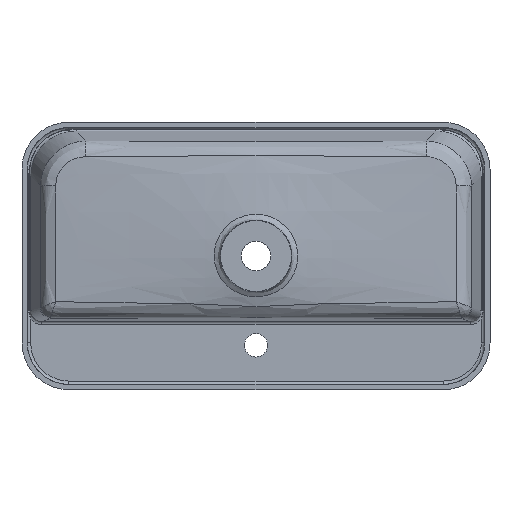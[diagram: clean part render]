
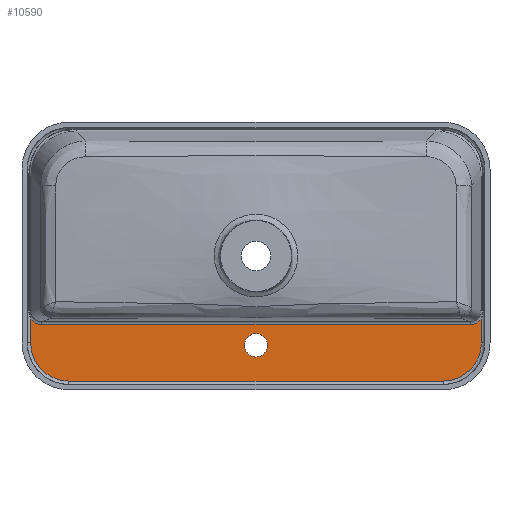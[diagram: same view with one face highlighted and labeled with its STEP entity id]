
A CAD part, front view. The second image highlights one B-rep face of the part: STEP entity #10590.
In plain terms, the highlighted planar face has unit normal (0, -1, 0).
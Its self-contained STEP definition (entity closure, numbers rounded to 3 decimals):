
#316 = VERTEX_POINT ( 'NONE', #9372 ) ;
#732 = DIRECTION ( 'NONE',  ( 1., 0., 0. ) ) ;
#821 = DIRECTION ( 'NONE',  ( 0., 0., -1. ) ) ;
#888 = ORIENTED_EDGE ( 'NONE', *, *, #5987, .T. ) ;
#1180 = CARTESIAN_POINT ( 'NONE',  ( 336.994, -35., -94.389 ) ) ;
#1315 = EDGE_CURVE ( 'NONE', #9708, #316, #1987, .T. ) ;
#1823 = CARTESIAN_POINT ( 'NONE',  ( 320.166, -35., -102.35 ) ) ;
#1987 =( BOUNDED_CURVE ( )  B_SPLINE_CURVE ( 3, ( #3154, #10684, #5132, #5992 ),
 .UNSPECIFIED., .F., .F. ) 
 B_SPLINE_CURVE_WITH_KNOTS ( ( 4, 4 ),
 ( 1.898, 2.797 ),
 .UNSPECIFIED. ) 
 CURVE ( )  GEOMETRIC_REPRESENTATION_ITEM ( )  RATIONAL_B_SPLINE_CURVE ( ( 1., 0.934, 0.934, 1. ) ) 
 REPRESENTATION_ITEM ( '' )  );
#2236 =( BOUNDED_CURVE ( )  B_SPLINE_CURVE ( 3, ( #11212, #11146, #6393, #10151 ),
 .UNSPECIFIED., .F., .T. ) 
 B_SPLINE_CURVE_WITH_KNOTS ( ( 4, 4 ),
 ( 2.357, 3.926 ),
 .UNSPECIFIED. ) 
 CURVE ( )  GEOMETRIC_REPRESENTATION_ITEM ( )  RATIONAL_B_SPLINE_CURVE ( ( 1., 0.805, 0.805, 1. ) ) 
 REPRESENTATION_ITEM ( '' )  );
#2324 = EDGE_CURVE ( 'NONE', #8329, #8329, #7724, .T. ) ;
#2579 = FACE_BOUND ( 'NONE', #9555, .T. ) ;
#2640 = PLANE ( 'NONE',  #5601 ) ;
#2781 = CARTESIAN_POINT ( 'NONE',  ( -336.994, -35., -129.86 ) ) ;
#3154 = CARTESIAN_POINT ( 'NONE',  ( -320.166, -35., -102.35 ) ) ;
#3172 = AXIS2_PLACEMENT_3D ( 'NONE', #3792, #7557, #10393 ) ;
#3174 =( BOUNDED_CURVE ( )  B_SPLINE_CURVE ( 3, ( #11199, #8355, #4777, #8596 ),
 .UNSPECIFIED., .F., .F. ) 
 B_SPLINE_CURVE_WITH_KNOTS ( ( 4, 4 ),
 ( 0.345, 1.244 ),
 .UNSPECIFIED. ) 
 CURVE ( )  GEOMETRIC_REPRESENTATION_ITEM ( )  RATIONAL_B_SPLINE_CURVE ( ( 1., 0.934, 0.934, 1. ) ) 
 REPRESENTATION_ITEM ( '' )  );
#3464 = EDGE_CURVE ( 'NONE', #9786, #9447, #4910, .T. ) ;
#3619 = CARTESIAN_POINT ( 'NONE',  ( 0., -35., 0. ) ) ;
#3765 = LINE ( 'NONE', #2781, #9618 ) ;
#3775 = EDGE_CURVE ( 'NONE', #9447, #7354, #8008, .T. ) ;
#3792 = CARTESIAN_POINT ( 'NONE',  ( 0., -35., -133.605 ) ) ;
#4181 = ORIENTED_EDGE ( 'NONE', *, *, #3775, .T. ) ;
#4479 = VECTOR ( 'NONE', #4615, 1000. ) ;
#4615 = DIRECTION ( 'NONE',  ( -1., 0., 0. ) ) ;
#4637 = EDGE_CURVE ( 'NONE', #5344, #9786, #8120, .T. ) ;
#4777 = CARTESIAN_POINT ( 'NONE',  ( 326.909, -35., -102.35 ) ) ;
#4910 =( BOUNDED_CURVE ( )  B_SPLINE_CURVE ( 3, ( #9875, #5991, #10743, #8028 ),
 .UNSPECIFIED., .F., .T. ) 
 B_SPLINE_CURVE_WITH_KNOTS ( ( 4, 4 ),
 ( 2.357, 3.926 ),
 .UNSPECIFIED. ) 
 CURVE ( )  GEOMETRIC_REPRESENTATION_ITEM ( )  RATIONAL_B_SPLINE_CURVE ( ( 1., 0.805, 0.805, 1. ) ) 
 REPRESENTATION_ITEM ( '' )  );
#5073 = ORIENTED_EDGE ( 'NONE', *, *, #2324, .T. ) ;
#5132 = CARTESIAN_POINT ( 'NONE',  ( -332.916, -35., -99.508 ) ) ;
#5271 = VECTOR ( 'NONE', #732, 1000. ) ;
#5344 = VERTEX_POINT ( 'NONE', #7486 ) ;
#5484 = CARTESIAN_POINT ( 'NONE',  ( -321.389, -35., -102.35 ) ) ;
#5546 = CARTESIAN_POINT ( 'NONE',  ( -336.994, -35., -130.029 ) ) ;
#5593 = EDGE_CURVE ( 'NONE', #316, #6034, #3765, .T. ) ;
#5601 = AXIS2_PLACEMENT_3D ( 'NONE', #3619, #11095, #9110 ) ;
#5987 = EDGE_CURVE ( 'NONE', #6693, #9708, #6470, .T. ) ;
#5991 = CARTESIAN_POINT ( 'NONE',  ( 313.407, -35., -186.994 ) ) ;
#5992 = CARTESIAN_POINT ( 'NONE',  ( -336.994, -35., -94.389 ) ) ;
#6034 = VERTEX_POINT ( 'NONE', #5546 ) ;
#6153 = DIRECTION ( 'NONE',  ( 0., 0., 1. ) ) ;
#6291 = CARTESIAN_POINT ( 'NONE',  ( 0., -35., -116.105 ) ) ;
#6293 = CARTESIAN_POINT ( 'NONE',  ( 280.029, -35., -186.994 ) ) ;
#6356 = CARTESIAN_POINT ( 'NONE',  ( -320.166, -35., -102.35 ) ) ;
#6393 = CARTESIAN_POINT ( 'NONE',  ( -313.407, -35., -186.994 ) ) ;
#6470 = LINE ( 'NONE', #5484, #4479 ) ;
#6693 = VERTEX_POINT ( 'NONE', #1823 ) ;
#7004 = EDGE_CURVE ( 'NONE', #6034, #5344, #2236, .T. ) ;
#7037 = ORIENTED_EDGE ( 'NONE', *, *, #4637, .T. ) ;
#7136 = CARTESIAN_POINT ( 'NONE',  ( 336.994, -35., 129.86 ) ) ;
#7354 = VERTEX_POINT ( 'NONE', #1180 ) ;
#7486 = CARTESIAN_POINT ( 'NONE',  ( -280.029, -35., -186.994 ) ) ;
#7557 = DIRECTION ( 'NONE',  ( 0., 1., 0. ) ) ;
#7724 = CIRCLE ( 'NONE', #3172, 17.5 ) ;
#8008 = LINE ( 'NONE', #7136, #8432 ) ;
#8018 = ORIENTED_EDGE ( 'NONE', *, *, #1315, .T. ) ;
#8028 = CARTESIAN_POINT ( 'NONE',  ( 336.994, -35., -130.029 ) ) ;
#8120 = LINE ( 'NONE', #11888, #5271 ) ;
#8125 = FACE_OUTER_BOUND ( 'NONE', #10091, .T. ) ;
#8329 = VERTEX_POINT ( 'NONE', #6291 ) ;
#8355 = CARTESIAN_POINT ( 'NONE',  ( 332.916, -35., -99.508 ) ) ;
#8432 = VECTOR ( 'NONE', #6153, 1000. ) ;
#8596 = CARTESIAN_POINT ( 'NONE',  ( 320.166, -35., -102.35 ) ) ;
#9110 = DIRECTION ( 'NONE',  ( 0., 0., 1. ) ) ;
#9372 = CARTESIAN_POINT ( 'NONE',  ( -336.994, -35., -94.389 ) ) ;
#9447 = VERTEX_POINT ( 'NONE', #12097 ) ;
#9555 = EDGE_LOOP ( 'NONE', ( #5073 ) ) ;
#9618 = VECTOR ( 'NONE', #821, 1000. ) ;
#9708 = VERTEX_POINT ( 'NONE', #6356 ) ;
#9786 = VERTEX_POINT ( 'NONE', #6293 ) ;
#9801 = ORIENTED_EDGE ( 'NONE', *, *, #7004, .T. ) ;
#9875 = CARTESIAN_POINT ( 'NONE',  ( 280.029, -35., -186.994 ) ) ;
#10091 = EDGE_LOOP ( 'NONE', ( #12217, #4181, #10856, #888, #8018, #10556, #9801, #7037 ) ) ;
#10151 = CARTESIAN_POINT ( 'NONE',  ( -280.029, -35., -186.994 ) ) ;
#10393 = DIRECTION ( 'NONE',  ( 0., 0., 1. ) ) ;
#10417 = EDGE_CURVE ( 'NONE', #7354, #6693, #3174, .T. ) ;
#10556 = ORIENTED_EDGE ( 'NONE', *, *, #5593, .T. ) ;
#10590 = ADVANCED_FACE ( 'NONE', ( #2579, #8125 ), #2640, .F. ) ;
#10684 = CARTESIAN_POINT ( 'NONE',  ( -326.909, -35., -102.35 ) ) ;
#10743 = CARTESIAN_POINT ( 'NONE',  ( 336.994, -35., -163.407 ) ) ;
#10856 = ORIENTED_EDGE ( 'NONE', *, *, #10417, .T. ) ;
#11095 = DIRECTION ( 'NONE',  ( 0., 1., 0. ) ) ;
#11146 = CARTESIAN_POINT ( 'NONE',  ( -336.994, -35., -163.407 ) ) ;
#11199 = CARTESIAN_POINT ( 'NONE',  ( 336.994, -35., -94.389 ) ) ;
#11212 = CARTESIAN_POINT ( 'NONE',  ( -336.994, -35., -130.029 ) ) ;
#11888 = CARTESIAN_POINT ( 'NONE',  ( 279.86, -35., -186.994 ) ) ;
#12097 = CARTESIAN_POINT ( 'NONE',  ( 336.994, -35., -130.029 ) ) ;
#12217 = ORIENTED_EDGE ( 'NONE', *, *, #3464, .T. ) ;
